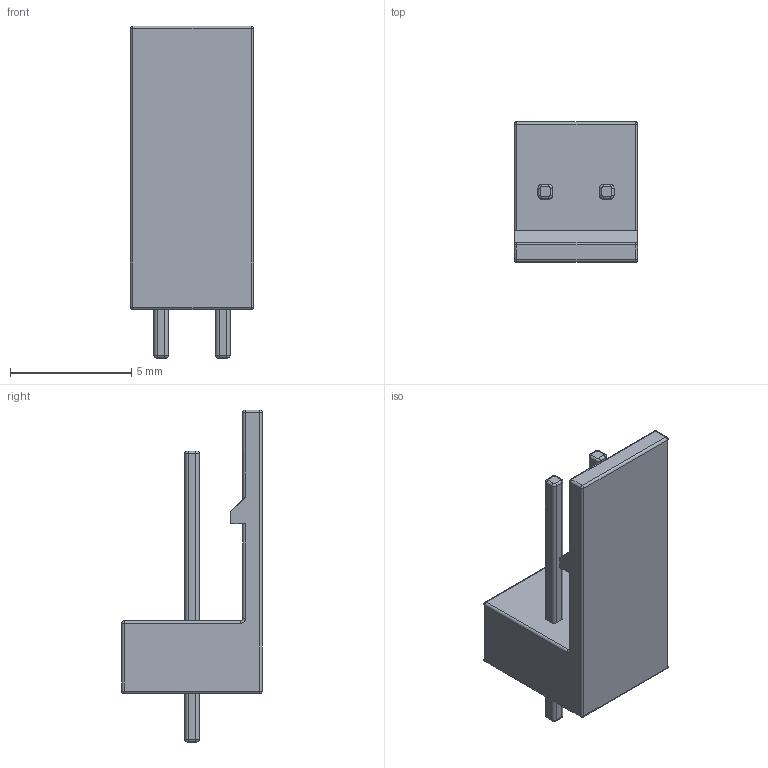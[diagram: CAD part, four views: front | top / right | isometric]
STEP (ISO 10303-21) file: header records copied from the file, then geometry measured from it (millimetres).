
FILE_DESCRIPTION (( 'STEP AP214' ), '1' );
FILE_NAME ('2510-2.STEP', '2012-08-20T02:56:06', ( 'User' ), ( 'Microsoft' ), 'SwSTEP 2.0', 'SolidWorks 2011', '' );
FILE_SCHEMA (( 'AUTOMOTIVE_DESIGN' ));
Length unit declared in the file: millimetre
Products named in the file (1): 2510-2
Bounding box: 5.08 x 5.8 x 13.7 mm (x, y, z)
Volume: 131.6 mm3; surface area: 264.8 mm2
Topology: 1 solids, 1 shells, 112 faces, 262 edges, 146 vertices
Faces by surface type: cylinder 52, plane 32, torus 18, sphere 10
Entity records: 3606 total; most frequent: DIRECTION 596, CARTESIAN_POINT 517, ORIENTED_EDGE 504, EDGE_CURVE 252, AXIS2_PLACEMENT_3D 233, VERTEX_POINT 146, LINE 130, VECTOR 130
